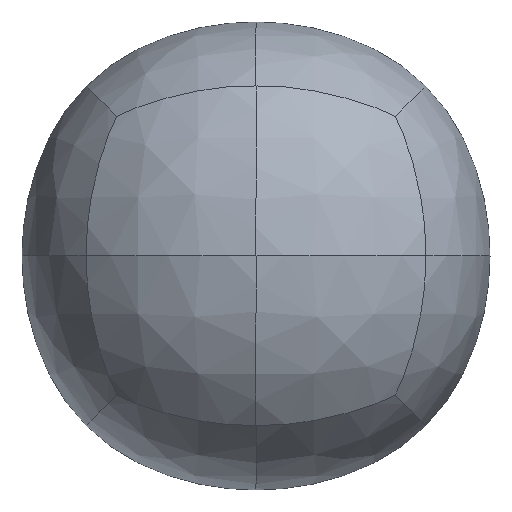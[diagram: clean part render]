
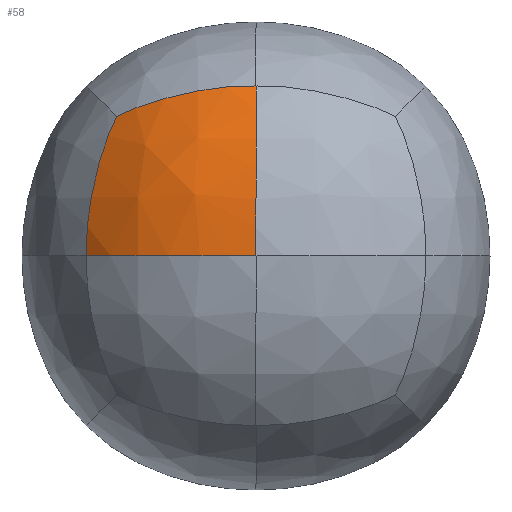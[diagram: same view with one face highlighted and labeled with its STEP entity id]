
A CAD part, top view. The second image highlights one B-rep face of the part: STEP entity #58.
In plain terms, the highlighted free-form (B-spline) face has degree [3, 3] with [4, 4] control points.
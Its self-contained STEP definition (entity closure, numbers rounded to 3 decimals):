
#58=ADVANCED_FACE('',(#95),#96,.T.);
#95=FACE_OUTER_BOUND('',#323,.T.);
#96=B_SPLINE_SURFACE_WITH_KNOTS('',3,3,((#324,#325,#326,#327),(#328,#329,#330,#331),(#332,#333,#334,#335),(#336,#337,#338,#339)),.UNSPECIFIED.,.F.,.F.,.F.,(4,4),(4,4),(0.0,1.0),(0.0,1.0),.UNSPECIFIED.);
#323=EDGE_LOOP('',(#575,#576,#577,#578));
#324=CARTESIAN_POINT('',(-0.25,0.25,0.75));
#325=CARTESIAN_POINT('',(-0.212,0.271,0.771));
#326=CARTESIAN_POINT('',(-0.101,0.307,0.807));
#327=CARTESIAN_POINT('',(0.,0.305,0.805));
#328=CARTESIAN_POINT('',(-0.271,0.212,0.771));
#329=CARTESIAN_POINT('',(-0.198,0.198,0.859));
#330=CARTESIAN_POINT('',(-0.107,0.232,0.875));
#331=CARTESIAN_POINT('',(0.,0.228,0.882));
#332=CARTESIAN_POINT('',(-0.307,0.101,0.807));
#333=CARTESIAN_POINT('',(-0.232,0.107,0.875));
#334=CARTESIAN_POINT('',(-0.113,0.113,0.923));
#335=CARTESIAN_POINT('',(0.,0.114,0.919));
#336=CARTESIAN_POINT('',(-0.305,0.,0.805));
#337=CARTESIAN_POINT('',(-0.228,0.,0.882));
#338=CARTESIAN_POINT('',(-0.114,0.,0.919));
#339=CARTESIAN_POINT('',(0.,0.,0.92));
#575=ORIENTED_EDGE('',*,*,#626,.T.);
#576=ORIENTED_EDGE('',*,*,#652,.T.);
#577=ORIENTED_EDGE('',*,*,#653,.F.);
#578=ORIENTED_EDGE('',*,*,#654,.F.);
#626=EDGE_CURVE('',#671,#676,#678,.T.);
#652=EDGE_CURVE('',#676,#717,#719,.T.);
#653=EDGE_CURVE('',#720,#717,#721,.T.);
#654=EDGE_CURVE('',#671,#720,#722,.T.);
#671=VERTEX_POINT('',#745);
#676=VERTEX_POINT('',#756);
#678=B_SPLINE_CURVE_WITH_KNOTS('',3,(#761,#762,#763,#764),.UNSPECIFIED.,.F.,.F.,(4,4),(0.0,1.0),.UNSPECIFIED.);
#717=VERTEX_POINT('',#875);
#719=B_SPLINE_CURVE_WITH_KNOTS('',3,(#880,#881,#882,#883),.UNSPECIFIED.,.F.,.F.,(4,4),(0.0,1.0),.UNSPECIFIED.);
#720=VERTEX_POINT('',#884);
#721=B_SPLINE_CURVE_WITH_KNOTS('',3,(#885,#886,#887,#888),.UNSPECIFIED.,.F.,.F.,(4,4),(0.0,1.0),.UNSPECIFIED.);
#722=B_SPLINE_CURVE_WITH_KNOTS('',3,(#889,#890,#891,#892),.UNSPECIFIED.,.F.,.F.,(4,4),(0.0,1.0),.UNSPECIFIED.);
#745=CARTESIAN_POINT('',(-0.25,0.25,0.75));
#756=CARTESIAN_POINT('',(-0.305,0.,0.805));
#761=CARTESIAN_POINT('',(-0.25,0.25,0.75));
#762=CARTESIAN_POINT('',(-0.271,0.212,0.771));
#763=CARTESIAN_POINT('',(-0.307,0.101,0.807));
#764=CARTESIAN_POINT('',(-0.305,0.,0.805));
#875=CARTESIAN_POINT('',(0.,0.,0.92));
#880=CARTESIAN_POINT('',(-0.305,0.,0.805));
#881=CARTESIAN_POINT('',(-0.228,0.,0.882));
#882=CARTESIAN_POINT('',(-0.114,0.,0.919));
#883=CARTESIAN_POINT('',(0.,0.,0.92));
#884=CARTESIAN_POINT('',(0.,0.305,0.805));
#885=CARTESIAN_POINT('',(0.,0.305,0.805));
#886=CARTESIAN_POINT('',(0.,0.228,0.882));
#887=CARTESIAN_POINT('',(0.,0.114,0.919));
#888=CARTESIAN_POINT('',(0.,0.,0.92));
#889=CARTESIAN_POINT('',(-0.25,0.25,0.75));
#890=CARTESIAN_POINT('',(-0.212,0.271,0.771));
#891=CARTESIAN_POINT('',(-0.101,0.307,0.807));
#892=CARTESIAN_POINT('',(0.,0.305,0.805));
